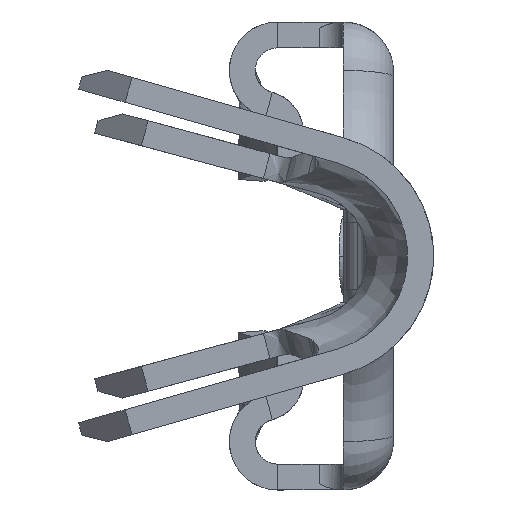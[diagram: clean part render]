
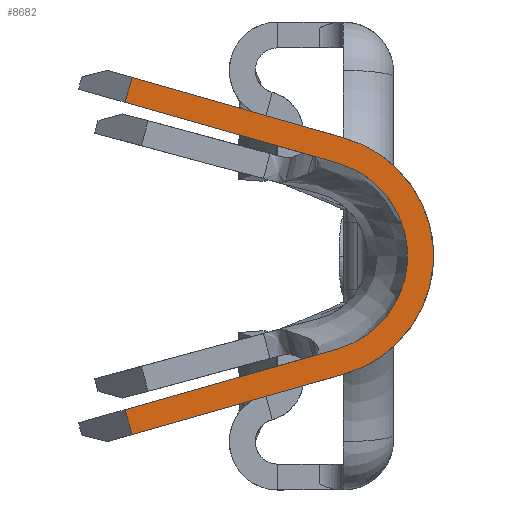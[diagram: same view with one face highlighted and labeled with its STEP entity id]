
A CAD part, left-side view. The second image highlights one B-rep face of the part: STEP entity #8682.
In plain terms, the highlighted planar face has unit normal (-1, 0, 0).
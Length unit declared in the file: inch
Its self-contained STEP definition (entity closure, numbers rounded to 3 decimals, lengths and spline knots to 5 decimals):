
#181 = VERTEX_POINT ( 'NONE', #872 ) ;
#323 = LINE ( 'NONE', #2551, #6937 ) ;
#418 = DIRECTION ( 'NONE',  ( 0., 0., -1. ) ) ;
#674 = CARTESIAN_POINT ( 'NONE',  ( -0.79, 0.15163, -0.09519 ) ) ;
#704 = DIRECTION ( 'NONE',  ( 0., -0.962, -0.274 ) ) ;
#750 = DIRECTION ( 'NONE',  ( 0., -0.962, 0.274 ) ) ;
#872 = CARTESIAN_POINT ( 'NONE',  ( -0.79, 0.14725, -0.11058 ) ) ;
#1010 = VECTOR ( 'NONE', #2460, 39.37008 ) ;
#1238 = CARTESIAN_POINT ( 'NONE',  ( -0.79, 0.01566, -0.07309 ) ) ;
#1283 = LINE ( 'NONE', #4755, #10499 ) ;
#1469 = EDGE_CURVE ( 'NONE', #3267, #8605, #3348, .T. ) ;
#1508 = CARTESIAN_POINT ( 'NONE',  ( -0.79, 0.01566, 0.07309 ) ) ;
#1816 = CARTESIAN_POINT ( 'NONE',  ( -0.79, 0.14725, 0.11058 ) ) ;
#1940 = VERTEX_POINT ( 'NONE', #674 ) ;
#2192 = FACE_OUTER_BOUND ( 'NONE', #11283, .T. ) ;
#2215 = AXIS2_PLACEMENT_3D ( 'NONE', #8478, #4119, #10270 ) ;
#2460 = DIRECTION ( 'NONE',  ( 0., -0.274, -0.962 ) ) ;
#2551 = CARTESIAN_POINT ( 'NONE',  ( -0.79, 0.02004, -0.0577 ) ) ;
#2578 = CIRCLE ( 'NONE', #11409, 0.06 ) ;
#3085 = DIRECTION ( 'NONE',  ( 0., 0.962, -0.274 ) ) ;
#3115 = VERTEX_POINT ( 'NONE', #7716 ) ;
#3184 = PLANE ( 'NONE',  #2215 ) ;
#3267 = VERTEX_POINT ( 'NONE', #6280 ) ;
#3348 = CIRCLE ( 'NONE', #10146, 0.076 ) ;
#3445 = LINE ( 'NONE', #7798, #1010 ) ;
#4119 = DIRECTION ( 'NONE',  ( 1., 0., 0. ) ) ;
#4218 = EDGE_CURVE ( 'NONE', #1940, #181, #3445, .T. ) ;
#4387 = VERTEX_POINT ( 'NONE', #1816 ) ;
#4701 = ORIENTED_EDGE ( 'NONE', *, *, #10037, .F. ) ;
#4755 = CARTESIAN_POINT ( 'NONE',  ( -0.79, 0.02004, 0.0577 ) ) ;
#5050 = ORIENTED_EDGE ( 'NONE', *, *, #11394, .F. ) ;
#5151 = EDGE_CURVE ( 'NONE', #4387, #3267, #6086, .T. ) ;
#5175 = ORIENTED_EDGE ( 'NONE', *, *, #7286, .T. ) ;
#5744 = LINE ( 'NONE', #11361, #7810 ) ;
#5763 = CARTESIAN_POINT ( 'NONE',  ( -0.79, 0.01566, -0.07309 ) ) ;
#5852 = DIRECTION ( 'NONE',  ( -1., 0., 0. ) ) ;
#6086 = LINE ( 'NONE', #1508, #8146 ) ;
#6266 = ORIENTED_EDGE ( 'NONE', *, *, #1469, .F. ) ;
#6269 = DIRECTION ( 'NONE',  ( 0., 0.962, 0.274 ) ) ;
#6280 = CARTESIAN_POINT ( 'NONE',  ( -0.79, 0.01566, 0.07309 ) ) ;
#6383 = VECTOR ( 'NONE', #3085, 39.37008 ) ;
#6607 = ORIENTED_EDGE ( 'NONE', *, *, #5151, .F. ) ;
#6937 = VECTOR ( 'NONE', #750, 39.37008 ) ;
#6940 = VERTEX_POINT ( 'NONE', #8649 ) ;
#7286 = EDGE_CURVE ( 'NONE', #4387, #3115, #5744, .T. ) ;
#7716 = CARTESIAN_POINT ( 'NONE',  ( -0.79, 0.15163, 0.09519 ) ) ;
#7798 = CARTESIAN_POINT ( 'NONE',  ( -0.79, 0.16807, -0.03749 ) ) ;
#7800 = DIRECTION ( 'NONE',  ( 0., 0.274, -0.962 ) ) ;
#7810 = VECTOR ( 'NONE', #7800, 39.37008 ) ;
#7966 = DIRECTION ( 'NONE',  ( 0., 0., -1. ) ) ;
#7999 = DIRECTION ( 'NONE',  ( 1., 0., 0. ) ) ;
#8035 = CARTESIAN_POINT ( 'NONE',  ( -0.79, 0.03648, 0. ) ) ;
#8146 = VECTOR ( 'NONE', #704, 39.37008 ) ;
#8162 = VERTEX_POINT ( 'NONE', #10806 ) ;
#8478 = CARTESIAN_POINT ( 'NONE',  ( -0.79, 0.03648, 0. ) ) ;
#8605 = VERTEX_POINT ( 'NONE', #5763 ) ;
#8649 = CARTESIAN_POINT ( 'NONE',  ( -0.79, 0.02004, 0.0577 ) ) ;
#8682 = ADVANCED_FACE ( 'NONE', ( #2192 ), #3184, .F. ) ;
#8716 = LINE ( 'NONE', #1238, #6383 ) ;
#9002 = ORIENTED_EDGE ( 'NONE', *, *, #9317, .F. ) ;
#9317 = EDGE_CURVE ( 'NONE', #1940, #8162, #323, .T. ) ;
#9821 = ORIENTED_EDGE ( 'NONE', *, *, #11506, .F. ) ;
#10037 = EDGE_CURVE ( 'NONE', #8605, #181, #8716, .T. ) ;
#10146 = AXIS2_PLACEMENT_3D ( 'NONE', #8035, #7999, #7966 ) ;
#10270 = DIRECTION ( 'NONE',  ( 0., 0., -1. ) ) ;
#10459 = ORIENTED_EDGE ( 'NONE', *, *, #4218, .T. ) ;
#10499 = VECTOR ( 'NONE', #6269, 39.37008 ) ;
#10806 = CARTESIAN_POINT ( 'NONE',  ( -0.79, 0.02004, -0.0577 ) ) ;
#11131 = CARTESIAN_POINT ( 'NONE',  ( -0.79, 0.03648, 0. ) ) ;
#11283 = EDGE_LOOP ( 'NONE', ( #9002, #10459, #4701, #6266, #6607, #5175, #5050, #9821 ) ) ;
#11361 = CARTESIAN_POINT ( 'NONE',  ( -0.79, 0.16807, 0.03749 ) ) ;
#11394 = EDGE_CURVE ( 'NONE', #6940, #3115, #1283, .T. ) ;
#11409 = AXIS2_PLACEMENT_3D ( 'NONE', #11131, #5852, #418 ) ;
#11506 = EDGE_CURVE ( 'NONE', #8162, #6940, #2578, .T. ) ;
